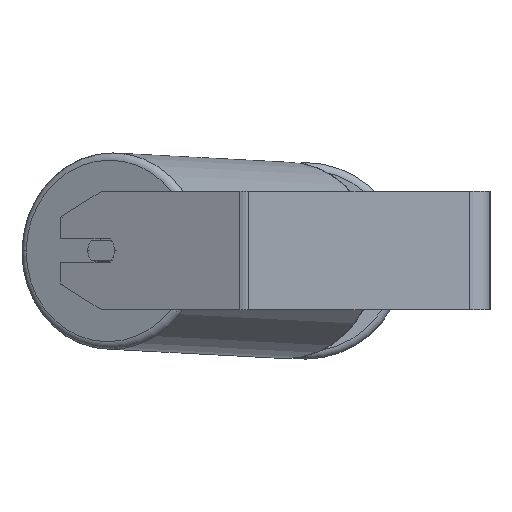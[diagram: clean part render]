
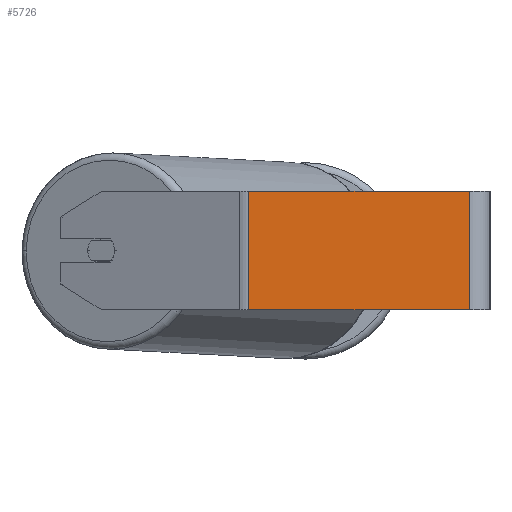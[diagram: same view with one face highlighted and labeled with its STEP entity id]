
A CAD part, left-side view. The second image highlights one B-rep face of the part: STEP entity #5726.
In plain terms, the highlighted planar face has unit normal (-1, 0, 0).
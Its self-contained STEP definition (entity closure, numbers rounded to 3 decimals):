
#610 = DIRECTION ( 'NONE',  ( 0., -1., 0. ) ) ;
#620 = AXIS2_PLACEMENT_3D ( 'NONE', #3772, #1012, #1766 ) ;
#985 = CARTESIAN_POINT ( 'NONE',  ( -500., 163.361, 40. ) ) ;
#1003 = ORIENTED_EDGE ( 'NONE', *, *, #5199, .T. ) ;
#1012 = DIRECTION ( 'NONE',  ( 1., 0., 0. ) ) ;
#1159 = VECTOR ( 'NONE', #2185, 1000. ) ;
#1423 = DIRECTION ( 'NONE',  ( 0., 0., -1. ) ) ;
#1766 = DIRECTION ( 'NONE',  ( 0., 0., -1. ) ) ;
#1844 = ORIENTED_EDGE ( 'NONE', *, *, #3950, .F. ) ;
#2177 = CARTESIAN_POINT ( 'NONE',  ( -500., 163.361, 40. ) ) ;
#2185 = DIRECTION ( 'NONE',  ( 0., 0., -1. ) ) ;
#2607 = ORIENTED_EDGE ( 'NONE', *, *, #4818, .F. ) ;
#2760 = ORIENTED_EDGE ( 'NONE', *, *, #5050, .T. ) ;
#2851 = LINE ( 'NONE', #5656, #1159 ) ;
#2897 = CARTESIAN_POINT ( 'NONE',  ( -500., 163.361, -40. ) ) ;
#3434 = VECTOR ( 'NONE', #8598, 1000. ) ;
#3772 = CARTESIAN_POINT ( 'NONE',  ( -500., 166.464, 40. ) ) ;
#3950 = EDGE_CURVE ( 'NONE', #8443, #6775, #7252, .T. ) ;
#4023 = CARTESIAN_POINT ( 'NONE',  ( -500., 166.464, 40. ) ) ;
#4818 = EDGE_CURVE ( 'NONE', #6775, #8647, #2851, .T. ) ;
#4937 = VECTOR ( 'NONE', #610, 1000. ) ;
#5050 = EDGE_CURVE ( 'NONE', #7342, #8647, #7934, .T. ) ;
#5199 = EDGE_CURVE ( 'NONE', #8443, #7342, #7586, .T. ) ;
#5656 = CARTESIAN_POINT ( 'NONE',  ( -500., 14., 40. ) ) ;
#5726 = ADVANCED_FACE ( 'NONE', ( #8492 ), #8448, .F. ) ;
#6009 = CARTESIAN_POINT ( 'NONE',  ( -500., 166.464, -40. ) ) ;
#6158 = CARTESIAN_POINT ( 'NONE',  ( -500., 14., -40. ) ) ;
#6775 = VERTEX_POINT ( 'NONE', #7362 ) ;
#6976 = VECTOR ( 'NONE', #1423, 1000. ) ;
#7252 = LINE ( 'NONE', #4023, #4937 ) ;
#7342 = VERTEX_POINT ( 'NONE', #2897 ) ;
#7362 = CARTESIAN_POINT ( 'NONE',  ( -500., 14., 40. ) ) ;
#7586 = LINE ( 'NONE', #2177, #6976 ) ;
#7934 = LINE ( 'NONE', #6009, #3434 ) ;
#8221 = EDGE_LOOP ( 'NONE', ( #2760, #2607, #1844, #1003 ) ) ;
#8443 = VERTEX_POINT ( 'NONE', #985 ) ;
#8448 = PLANE ( 'NONE',  #620 ) ;
#8492 = FACE_OUTER_BOUND ( 'NONE', #8221, .T. ) ;
#8598 = DIRECTION ( 'NONE',  ( 0., -1., 0. ) ) ;
#8647 = VERTEX_POINT ( 'NONE', #6158 ) ;
